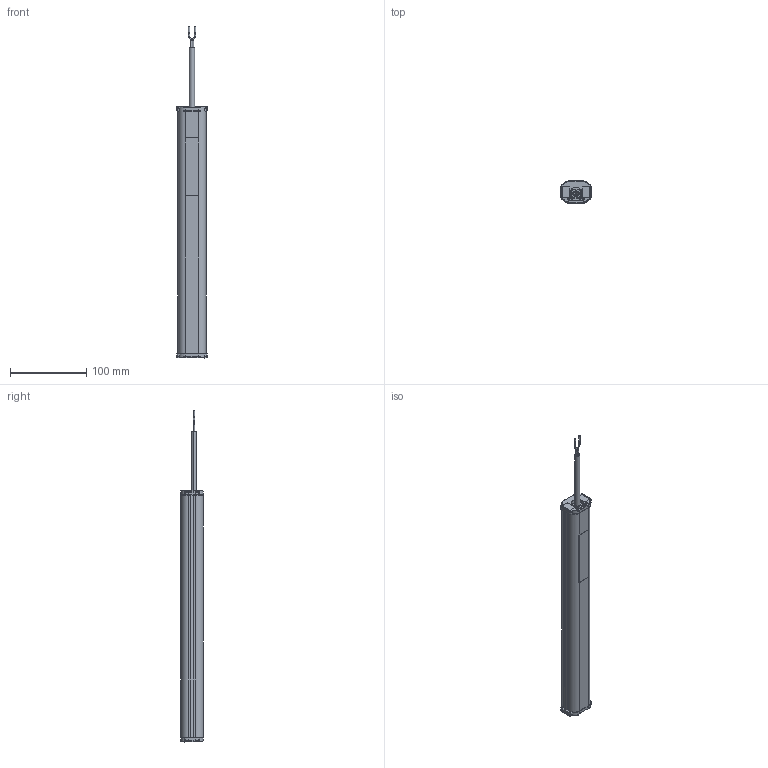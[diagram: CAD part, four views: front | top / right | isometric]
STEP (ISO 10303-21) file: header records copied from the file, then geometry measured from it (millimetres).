
FILE_DESCRIPTION (( 'STEP AP203' ), '1' );
FILE_NAME ('LF2B-C&P-[A][B]THWW2-1M_rev0.0.STEP', '2021-12-13T02:08:46', ( '' ), ( '' ), 'SwSTEP 2.0', 'SolidWorks 2019', '' );
FILE_SCHEMA (( 'CONFIG_CONTROL_DESIGN' ));
Length unit declared in the file: millimetre
Products named in the file (3): LF2B-C&P-[A][B]THWW2-1M_rev0.0; LF2B-CABLE-2C_蹬怮椔; LF2B-C3P-BODY_蹬怮椔
Assembly tree (2 placements, depth 2):
  LF2B-C&P-[A][B]THWW2-1M_rev0.0
    LF2B-C3P-BODY_蹬怮椔
    LF2B-CABLE-2C_蹬怮椔
Bounding box: 40 x 29.07 x 435.6 mm (x, y, z)
Volume: 319099.3 mm3; surface area: 44723 mm2
Topology: 2 solids, 2 shells, 497 faces, 1275 edges, 790 vertices
Faces by surface type: plane 213, cylinder 181, bspline 97, cone 3, sphere 3
Entity records: 18911 total; most frequent: CARTESIAN_POINT 7247, ORIENTED_EDGE 2502, DIRECTION 2232, EDGE_CURVE 1251, VERTEX_POINT 787, AXIS2_PLACEMENT_3D 757, LINE 718, VECTOR 718
